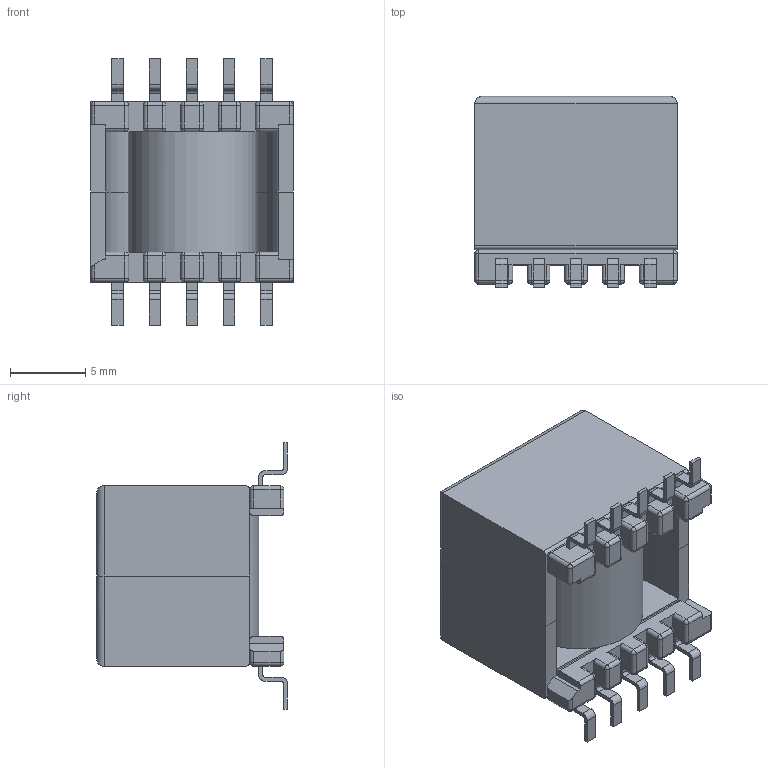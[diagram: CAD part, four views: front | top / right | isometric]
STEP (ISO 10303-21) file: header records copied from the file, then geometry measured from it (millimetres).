
FILE_DESCRIPTION (( 'STEP AP214' ), '1' );
FILE_NAME ('750311486.STEP', '2022-08-05T06:07:28', ( '' ), ( '' ), 'SwSTEP 2.0', 'SolidWorks 2018', '' );
FILE_SCHEMA (( 'AUTOMOTIVE_DESIGN' ));
Length unit declared in the file: millimetre
Products named in the file (1): 750311486
Bounding box: 13.46 x 12.7 x 17.75 mm (x, y, z)
Volume: 1582.9 mm3; surface area: 1936.6 mm2
Topology: 3 solids, 3 shells, 349 faces, 909 edges, 538 vertices
Faces by surface type: plane 165, cylinder 144, sphere 40
Entity records: 14184 total; most frequent: DIRECTION 1837, CARTESIAN_POINT 1803, ORIENTED_EDGE 1738, EDGE_CURVE 869, AXIS2_PLACEMENT_3D 628, VECTOR 581, LINE 581, VERTEX_POINT 538
